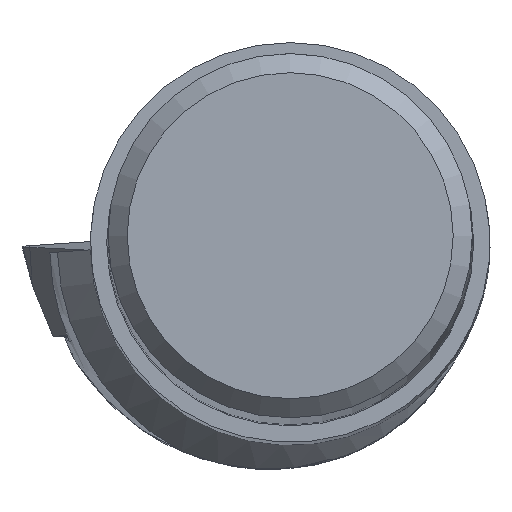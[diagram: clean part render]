
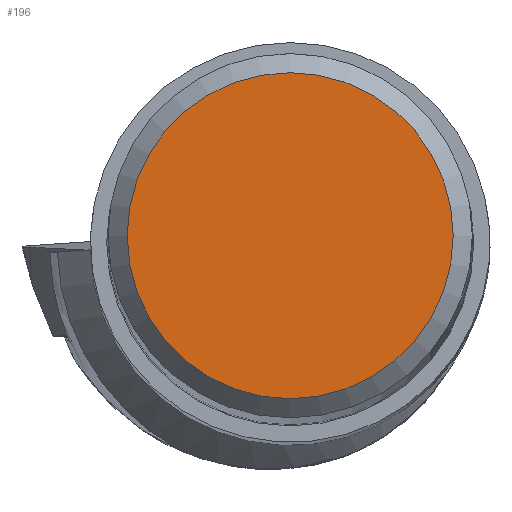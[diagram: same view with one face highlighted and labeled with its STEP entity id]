
A CAD part, top view. The second image highlights one B-rep face of the part: STEP entity #196.
In plain terms, the highlighted planar face has unit normal (0, 0, 1).
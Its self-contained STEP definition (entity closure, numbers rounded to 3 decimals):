
#155=CIRCLE('',#785,4.263);
#196=ADVANCED_FACE('',(#255),#230,.T.);
#230=PLANE('',#786);
#255=FACE_OUTER_BOUND('',#286,.T.);
#286=EDGE_LOOP('',(#414));
#414=ORIENTED_EDGE('',*,*,#579,.F.);
#510=VERTEX_POINT('',#1170);
#579=EDGE_CURVE('',#510,#510,#155,.T.);
#785=AXIS2_PLACEMENT_3D('',#1169,#924,#925);
#786=AXIS2_PLACEMENT_3D('',#1171,#926,#927);
#924=DIRECTION('',(0.,0.,-1.));
#925=DIRECTION('',(0.,-1.,0.));
#926=DIRECTION('',(0.,0.,1.));
#927=DIRECTION('',(0.,1.,0.));
#1169=CARTESIAN_POINT('',(0.,0.,0.));
#1170=CARTESIAN_POINT('',(0.,-4.263,0.));
#1171=CARTESIAN_POINT('',(-4.263,0.,0.));
